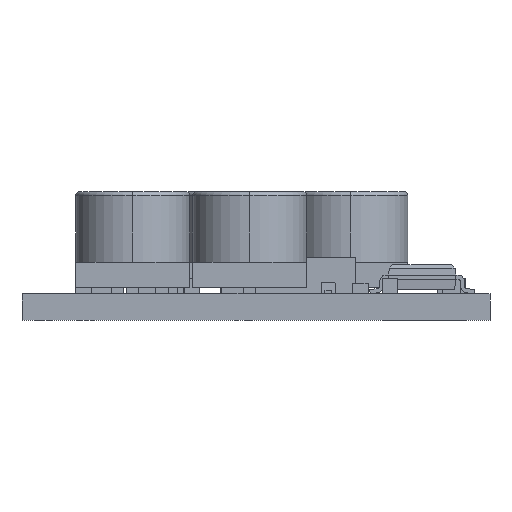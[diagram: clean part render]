
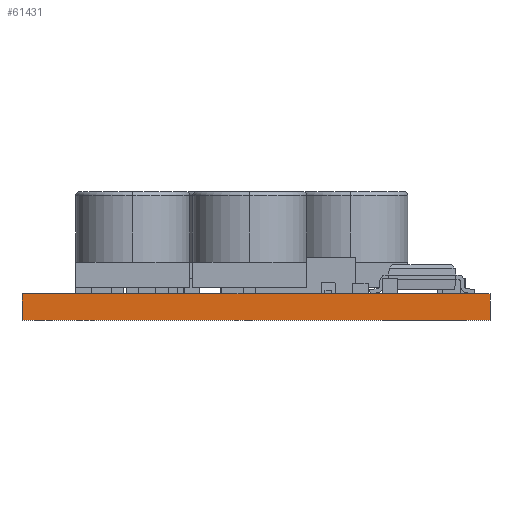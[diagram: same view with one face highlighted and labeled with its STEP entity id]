
A CAD part, front view. The second image highlights one B-rep face of the part: STEP entity #61431.
In plain terms, the highlighted planar face has unit normal (0, -1, 0).
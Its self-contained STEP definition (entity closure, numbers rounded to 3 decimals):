
#1012 = LINE ( 'NONE', #28694, #10351 ) ;
#1464 = CARTESIAN_POINT ( 'NONE',  ( 0., 0., 1.575 ) ) ;
#5296 = AXIS2_PLACEMENT_3D ( 'NONE', #20540, #16331, #61143 ) ;
#6710 = DIRECTION ( 'NONE',  ( 0., 0., -1. ) ) ;
#10351 = VECTOR ( 'NONE', #47876, 1000. ) ;
#10381 = LINE ( 'NONE', #19983, #26790 ) ;
#15119 = EDGE_LOOP ( 'NONE', ( #30372, #40539, #45581, #54487 ) ) ;
#15557 = CARTESIAN_POINT ( 'NONE',  ( 0., 0., 0. ) ) ;
#16331 = DIRECTION ( 'NONE',  ( 0., 1., 0. ) ) ;
#19983 = CARTESIAN_POINT ( 'NONE',  ( 0., 0., 1.575 ) ) ;
#20540 = CARTESIAN_POINT ( 'NONE',  ( 0., 0., 1.575 ) ) ;
#21387 = VECTOR ( 'NONE', #50486, 1000. ) ;
#22869 = EDGE_CURVE ( 'NONE', #64500, #48333, #62824, .T. ) ;
#25005 = DIRECTION ( 'NONE',  ( 0., 0., -1. ) ) ;
#26790 = VECTOR ( 'NONE', #25005, 1000. ) ;
#26843 = FACE_OUTER_BOUND ( 'NONE', #15119, .T. ) ;
#28019 = CARTESIAN_POINT ( 'NONE',  ( 27.94, 0., 1.575 ) ) ;
#28694 = CARTESIAN_POINT ( 'NONE',  ( 0., 0., 1.575 ) ) ;
#28826 = VECTOR ( 'NONE', #6710, 1000. ) ;
#30205 = CARTESIAN_POINT ( 'NONE',  ( 0., 0., 0. ) ) ;
#30372 = ORIENTED_EDGE ( 'NONE', *, *, #22869, .T. ) ;
#30974 = PLANE ( 'NONE',  #5296 ) ;
#36116 = EDGE_CURVE ( 'NONE', #36480, #64500, #10381, .T. ) ;
#36480 = VERTEX_POINT ( 'NONE', #1464 ) ;
#40539 = ORIENTED_EDGE ( 'NONE', *, *, #42187, .F. ) ;
#42060 = LINE ( 'NONE', #56482, #28826 ) ;
#42187 = EDGE_CURVE ( 'NONE', #57942, #48333, #42060, .T. ) ;
#45581 = ORIENTED_EDGE ( 'NONE', *, *, #47269, .F. ) ;
#47269 = EDGE_CURVE ( 'NONE', #36480, #57942, #1012, .T. ) ;
#47876 = DIRECTION ( 'NONE',  ( 1., 0., 0. ) ) ;
#48333 = VERTEX_POINT ( 'NONE', #50558 ) ;
#50486 = DIRECTION ( 'NONE',  ( 1., 0., 0. ) ) ;
#50558 = CARTESIAN_POINT ( 'NONE',  ( 27.94, 0., 0. ) ) ;
#54487 = ORIENTED_EDGE ( 'NONE', *, *, #36116, .T. ) ;
#56482 = CARTESIAN_POINT ( 'NONE',  ( 27.94, 0., 1.575 ) ) ;
#57942 = VERTEX_POINT ( 'NONE', #28019 ) ;
#61143 = DIRECTION ( 'NONE',  ( 0., 0., 1. ) ) ;
#61431 = ADVANCED_FACE ( 'NONE', ( #26843 ), #30974, .F. ) ;
#62824 = LINE ( 'NONE', #15557, #21387 ) ;
#64500 = VERTEX_POINT ( 'NONE', #30205 ) ;
